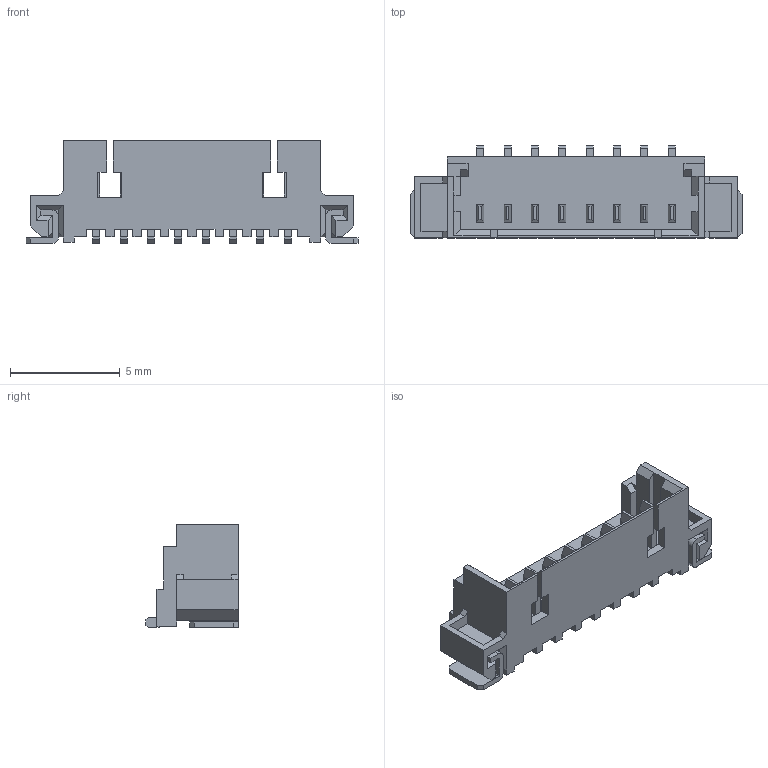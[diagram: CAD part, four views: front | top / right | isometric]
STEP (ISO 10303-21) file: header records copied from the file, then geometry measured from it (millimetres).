
FILE_DESCRIPTION (( 'STEP AP214' ), '1' );
FILE_NAME ('533980871.STEP', '2021-11-27T22:08:06', ( 'AVRASM1234' ), ( '' ), 'SwSTEP 2.0', 'SolidWorks 2017', '' );
FILE_SCHEMA (( 'AUTOMOTIVE_DESIGN' ));
Length unit declared in the file: millimetre
Products named in the file (1): 533980871
Bounding box: 15.15 x 4.2 x 4.7 mm (x, y, z)
Volume: 97.4 mm3; surface area: 454.7 mm2
Topology: 11 solids, 11 shells, 403 faces, 1085 edges, 704 vertices
Faces by surface type: plane 395, cylinder 8
Entity records: 14691 total; most frequent: CARTESIAN_POINT 2193, ORIENTED_EDGE 2170, DIRECTION 1909, EDGE_CURVE 1085, VECTOR 1069, LINE 1069, VERTEX_POINT 704, AXIS2_PLACEMENT_3D 420
